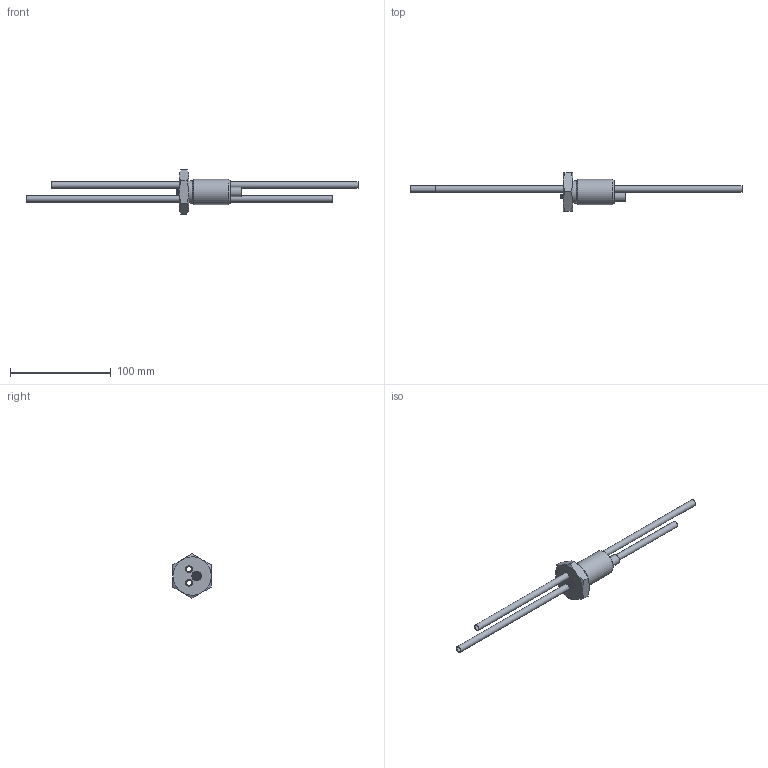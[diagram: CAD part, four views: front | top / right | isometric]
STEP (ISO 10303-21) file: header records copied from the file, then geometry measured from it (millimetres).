
FILE_DESCRIPTION(/* description */ (''),/* implementation_level */ '2;1');
FILE_NAME(/* name */ '784-283_A.stp',/* time_stamp */ '2021-12-03T14:48:05-05:00',/* author */ (''),/* organization */ (''),/* preprocessor_version */ 'ST-DEVELOPER v16',/* originating_system */ 'SIEMENS PLM Software NX 10.0',/* authorisation */ '');
FILE_SCHEMA (('AUTOMOTIVE_DESIGN { 1 0 10303 214 3 1 1 1 }'));
Length unit declared in the file: inch
Products named in the file (19): REF 051-0059_3_3; REF 051-0059_1_1; REF 051-0059_2_1; 750-490-P3_A; 071-767_1; REF 070-0237_2_1; 206-874-P22_A; 784-318-P1_A; 750-038-P1_A; 070-2064_1; 750-499-P1_A; 206-908-P1_NO REV; 069-0095_2; 051-0059_1_MODELNX-ARRAGMNTCONFIG1; 750-492-G2_A_MODEL; 070-0237_1_MODEL; 784-283-G1U_B; 784-283-G1_B_MODEL; 784-283_A
Assembly tree (19 placements, depth 5):
  784-283_A
    784-283-G1_B_MODEL
      784-283-G1U_B
        750-038-P1_A
        784-318-P1_A
        206-874-P22_A  x2
      069-0095_2
      070-0237_1_MODEL
        REF 070-0237_2_1
      206-908-P1_NO REV
      750-499-P1_A
      750-492-G2_A_MODEL
        051-0059_1_MODELNX-ARRAGMNTCONFIG1
          REF 051-0059_2_1
          REF 051-0059_1_1
          REF 051-0059_3_3
        071-767_1
        750-490-P3_A
      070-2064_1
Bounding box: 330.2 x 38.1 x 43.99 mm (x, y, z)
Volume: 33072.9 mm3; surface area: 35735.3 mm2
Topology: 13 solids, 13 shells, 155 faces, 313 edges, 206 vertices
Faces by surface type: plane 77, cylinder 45, cone 30, torus 3
Full cylindrical faces by diameter (mm): 0.127 x1, 0.965 x1, 1.016 x3, 2.032 x1, 2.21 x1, 2.286 x1, 2.311 x1, 3.048 x1, 3.175 x2, 3.759 x1, 4.953 x1, 5.08 x1, 5.207 x2, 5.309 x1, 6.35 x3, 6.452 x2, 7.493 x1, 8.128 x1, 8.496 x1, 8.738 x1, 9.373 x1, 9.512 x1, 9.525 x1, 9.538 x1, 9.652 x2, 12.7 x3, 22.219 x1, 25.197 x1
Entity records: 4405 total; most frequent: CARTESIAN_POINT 788, DIRECTION 667, ORIENTED_EDGE 492, AXIS2_PLACEMENT_3D 294, EDGE_CURVE 246, EDGE_LOOP 243, VERTEX_POINT 194, FACE_BOUND 182
